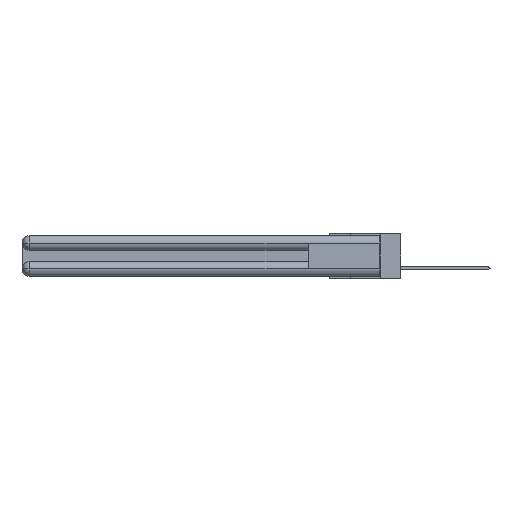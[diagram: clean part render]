
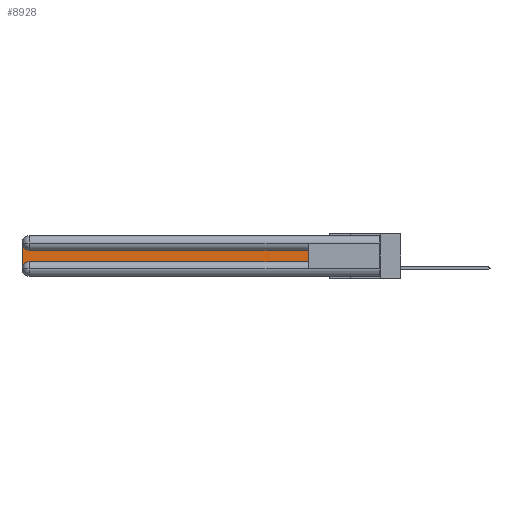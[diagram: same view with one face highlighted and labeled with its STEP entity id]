
A CAD part, left-side view. The second image highlights one B-rep face of the part: STEP entity #8928.
In plain terms, the highlighted planar face has unit normal (-1, 0, 0).
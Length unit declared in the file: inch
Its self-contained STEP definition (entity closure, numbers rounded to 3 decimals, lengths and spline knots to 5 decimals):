
#373 = CARTESIAN_POINT ( 'NONE',  ( 0.075, 0.6, -0.2175 ) ) ;
#742 = AXIS2_PLACEMENT_3D ( 'NONE', #10255, #30804, #9902 ) ;
#1139 = DIRECTION ( 'NONE',  ( 0., 0., -1. ) ) ;
#2720 = CARTESIAN_POINT ( 'NONE',  ( 0.075, 0.6, -0.1225 ) ) ;
#3191 = VERTEX_POINT ( 'NONE', #6168 ) ;
#3903 = ORIENTED_EDGE ( 'NONE', *, *, #8689, .T. ) ;
#5275 = ORIENTED_EDGE ( 'NONE', *, *, #30732, .T. ) ;
#5541 = DIRECTION ( 'NONE',  ( 0., 1., 0. ) ) ;
#5607 = LINE ( 'NONE', #17262, #28563 ) ;
#5724 = AXIS2_PLACEMENT_3D ( 'NONE', #23591, #28970, #13282 ) ;
#6063 = LINE ( 'NONE', #373, #18365 ) ;
#6168 = CARTESIAN_POINT ( 'NONE',  ( 0.075, 2.94, -0.2175 ) ) ;
#6567 = VERTEX_POINT ( 'NONE', #14751 ) ;
#6579 = ORIENTED_EDGE ( 'NONE', *, *, #11620, .T. ) ;
#8183 = CARTESIAN_POINT ( 'NONE',  ( 0.075, 3., -0.0625 ) ) ;
#8689 = EDGE_CURVE ( 'NONE', #33233, #14531, #5607, .T. ) ;
#8928 = ADVANCED_FACE ( 'NONE', ( #24078 ), #23350, .F. ) ;
#9353 = DIRECTION ( 'NONE',  ( 0., 0., 1. ) ) ;
#9835 = VECTOR ( 'NONE', #16040, 39.37008 ) ;
#9902 = DIRECTION ( 'NONE',  ( 0., 0., -1. ) ) ;
#10007 = ORIENTED_EDGE ( 'NONE', *, *, #31923, .T. ) ;
#10255 = CARTESIAN_POINT ( 'NONE',  ( 0.075, 3., -0.1225 ) ) ;
#10805 = CARTESIAN_POINT ( 'NONE',  ( 0.075, 0.6, -0.1225 ) ) ;
#11620 = EDGE_CURVE ( 'NONE', #6567, #3191, #27270, .T. ) ;
#13282 = DIRECTION ( 'NONE',  ( 0., 0., -1. ) ) ;
#13960 = VECTOR ( 'NONE', #5541, 39.37008 ) ;
#14531 = VERTEX_POINT ( 'NONE', #2720 ) ;
#14751 = CARTESIAN_POINT ( 'NONE',  ( 0.075, 3., -0.2775 ) ) ;
#15977 = AXIS2_PLACEMENT_3D ( 'NONE', #32624, #16886, #1139 ) ;
#16040 = DIRECTION ( 'NONE',  ( 0., 0., -1. ) ) ;
#16886 = DIRECTION ( 'NONE',  ( 1., 0., 0. ) ) ;
#17262 = CARTESIAN_POINT ( 'NONE',  ( 0.075, 0.6, -0.2175 ) ) ;
#18365 = VECTOR ( 'NONE', #18649, 39.37008 ) ;
#18649 = DIRECTION ( 'NONE',  ( 0., -1., 0. ) ) ;
#19747 = VERTEX_POINT ( 'NONE', #28878 ) ;
#20461 = EDGE_CURVE ( 'NONE', #19747, #24776, #33285, .T. ) ;
#21161 = EDGE_LOOP ( 'NONE', ( #5275, #27082, #25701, #6579, #10007, #3903 ) ) ;
#22582 = LINE ( 'NONE', #10805, #13960 ) ;
#22984 = LINE ( 'NONE', #32003, #9835 ) ;
#23350 = PLANE ( 'NONE',  #742 ) ;
#23591 = CARTESIAN_POINT ( 'NONE',  ( 0.075, 2.94, -0.0625 ) ) ;
#24078 = FACE_OUTER_BOUND ( 'NONE', #21161, .T. ) ;
#24776 = VERTEX_POINT ( 'NONE', #8183 ) ;
#25701 = ORIENTED_EDGE ( 'NONE', *, *, #26228, .T. ) ;
#26228 = EDGE_CURVE ( 'NONE', #24776, #6567, #22984, .T. ) ;
#27048 = CARTESIAN_POINT ( 'NONE',  ( 0.075, 0.6, -0.2175 ) ) ;
#27082 = ORIENTED_EDGE ( 'NONE', *, *, #20461, .T. ) ;
#27270 = CIRCLE ( 'NONE', #15977, 0.06 ) ;
#28563 = VECTOR ( 'NONE', #9353, 39.37008 ) ;
#28878 = CARTESIAN_POINT ( 'NONE',  ( 0.075, 2.94, -0.1225 ) ) ;
#28970 = DIRECTION ( 'NONE',  ( 1., 0., 0. ) ) ;
#30732 = EDGE_CURVE ( 'NONE', #14531, #19747, #22582, .T. ) ;
#30804 = DIRECTION ( 'NONE',  ( 1., 0., 0. ) ) ;
#31923 = EDGE_CURVE ( 'NONE', #3191, #33233, #6063, .T. ) ;
#32003 = CARTESIAN_POINT ( 'NONE',  ( 0.075, 3., -0.2175 ) ) ;
#32624 = CARTESIAN_POINT ( 'NONE',  ( 0.075, 2.94, -0.2775 ) ) ;
#33233 = VERTEX_POINT ( 'NONE', #27048 ) ;
#33285 = CIRCLE ( 'NONE', #5724, 0.06 ) ;
